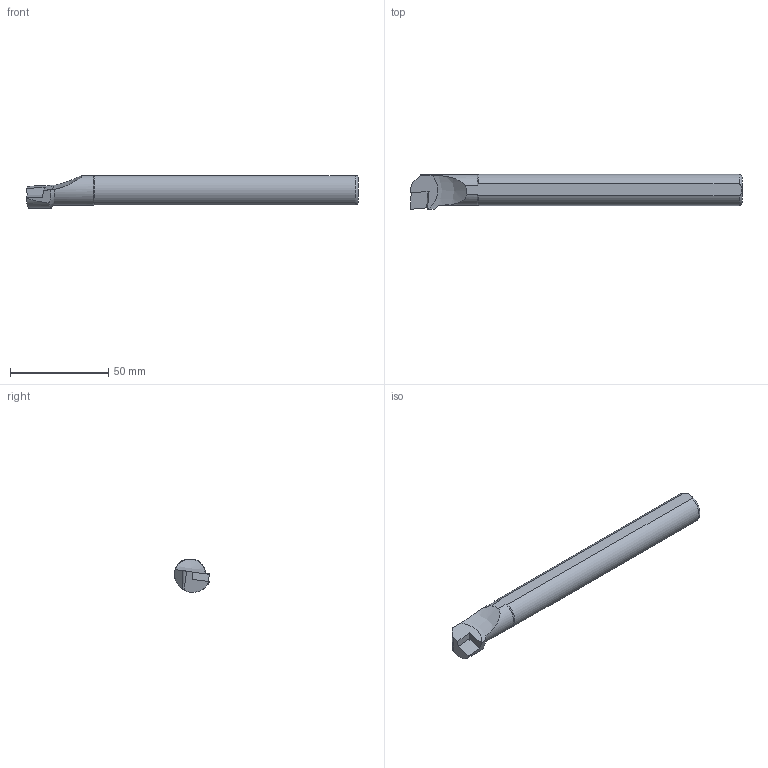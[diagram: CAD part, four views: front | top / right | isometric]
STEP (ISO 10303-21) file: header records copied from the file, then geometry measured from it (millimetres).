
FILE_DESCRIPTION(/* description */ (''),/* implementation_level */ '2;1');
FILE_NAME(/* name */ 'S16P-SCLCR-09.stp',/* time_stamp */ '2023-10-13T17:10:03+03:00',/* author */ (''),/* organization */ (''),/* preprocessor_version */ 'ST-DEVELOPER v19.4',/* originating_system */ 'SIEMENS PLM Software NX2306.3001',/* authorisation */ '');
FILE_SCHEMA (('AUTOMOTIVE_DESIGN { 1 0 10303 214 3 1 1 1 }'));
Length unit declared in the file: millimetre
Products named in the file (1): S16P SCLCR 09-LIGHT_objects
Bounding box: 169.38 x 18.06 x 16.7 mm (x, y, z)
Volume: 31226.8 mm3; surface area: 8644.3 mm2
Topology: 1 solids, 1 shells, 23 faces, 61 edges, 40 vertices
Faces by surface type: plane 11, cone 5, cylinder 5, bspline 1, torus 1
Entity records: 1565 total; most frequent: CARTESIAN_POINT 996, ORIENTED_EDGE 118, DIRECTION 102, EDGE_CURVE 59, VERTEX_POINT 39, AXIS2_PLACEMENT_3D 39, EDGE_LOOP 24, LINE 24
